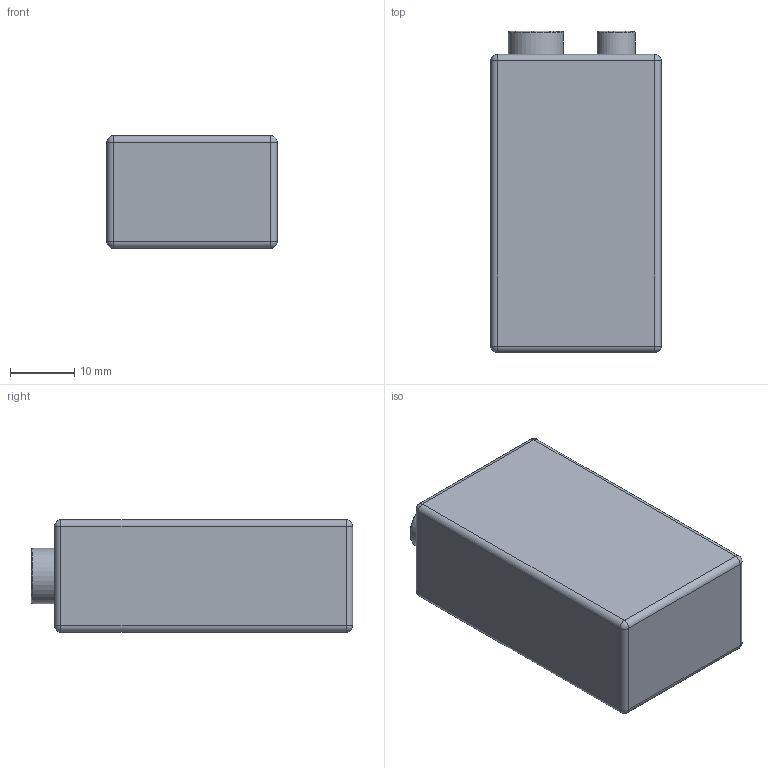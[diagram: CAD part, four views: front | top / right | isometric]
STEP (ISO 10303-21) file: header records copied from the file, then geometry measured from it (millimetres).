
FILE_DESCRIPTION(/* description */ (''),/* implementation_level */ '2;1');
FILE_NAME(/* name */ '9V Battery.ipt.step',/* time_stamp */ '2020-04-16T23:14:14-04:00',/* author */ ('Jordan'),/* organization */ (''),/* preprocessor_version */ 'ST-DEVELOPER v17',/* originating_system */ 'Autodesk Inventor 2019',/* authorisation */ '');
FILE_SCHEMA (('AUTOMOTIVE_DESIGN { 1 0 10303 214 3 1 1 }'));
Length unit declared in the file: inch
Products named in the file (1): 9V Battery
Bounding box: 26.5 x 50 x 17.5 mm (x, y, z)
Volume: 21742.7 mm3; surface area: 5013.4 mm2
Topology: 1 solids, 1 shells, 32 faces, 78 edges, 42 vertices
Faces by surface type: cylinder 14, sphere 8, plane 8, torus 2
Full cylindrical faces by diameter (mm): 5.9 x1, 8.6 x1
Entity records: 1148 total; most frequent: CARTESIAN_POINT 375, DIRECTION 174, ORIENTED_EDGE 140, AXIS2_PLACEMENT_3D 74, EDGE_CURVE 70, VERTEX_POINT 42, CIRCLE 38, EDGE_LOOP 34
